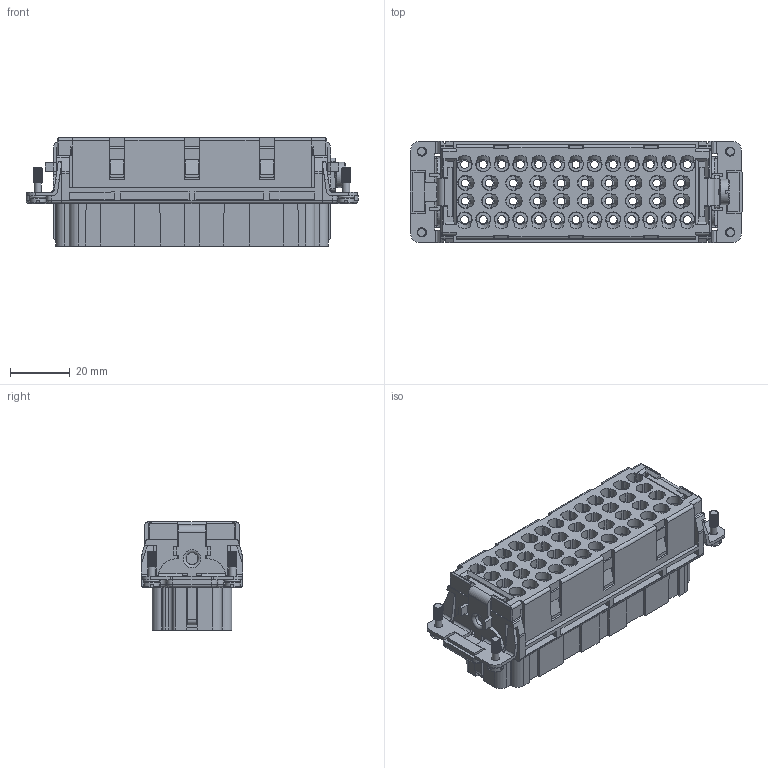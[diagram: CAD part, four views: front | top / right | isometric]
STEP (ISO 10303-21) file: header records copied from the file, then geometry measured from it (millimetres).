
FILE_DESCRIPTION(/* description */ (''),/* implementation_level */ '2;1');
FILE_NAME(/* name */ 'HEE-046-FC.stp',/* time_stamp */ '2023-08-08T15:18:02+08:00',/* author */ (''),/* organization */ (''),/* preprocessor_version */ 'ST-DEVELOPER v16',/* originating_system */ 'SIEMENS PLM Software NX 10.0',/* authorisation */ '');
FILE_SCHEMA (('AUTOMOTIVE_DESIGN { 1 0 10303 214 3 1 1 1 }'));
Products named in the file (1): Admi086080ED2824
Bounding box: 110.9 x 33.8 x 36.1 mm (x, y, z)
Volume: 379.8 mm3; surface area: 67496 mm2
Topology: 17 solids, 18 shells, 2316 faces, 6235 edges, 4051 vertices
Faces by surface type: plane 1350, cylinder 698, cone 181, sphere 51, bspline 20, torus 16
Full cylindrical faces by diameter (mm): 1.5 x1, 1.6 x17, 1.8 x17, 2.4 x4, 2.5 x7, 2.65 x49, 3 x40, 4 x2, 4.8 x46, 5 x46, 5.3 x4, 6.4 x2, 8.5 x1
Entity records: 84475 total; most frequent: CARTESIAN_POINT 28629, DIRECTION 11477, ORIENTED_EDGE 11406, EDGE_CURVE 5703, AXIS2_PLACEMENT_3D 3998, VERTEX_POINT 3836, LINE 3481, VECTOR 3481
